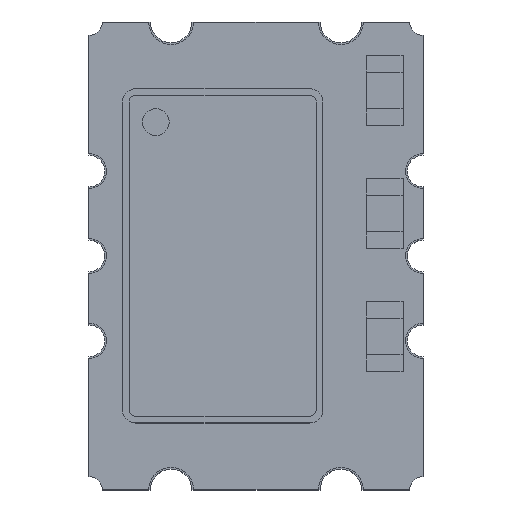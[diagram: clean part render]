
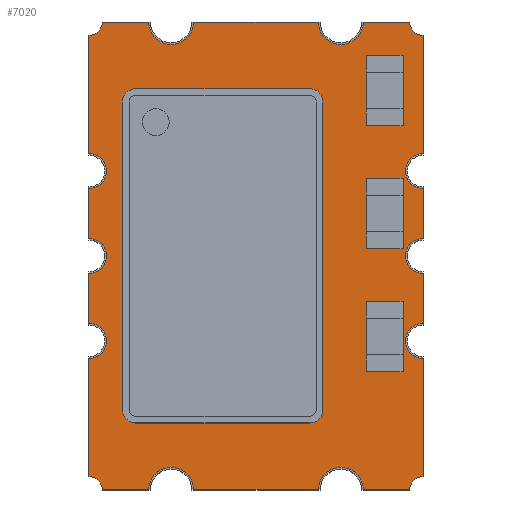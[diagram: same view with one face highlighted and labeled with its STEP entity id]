
A CAD part, top view. The second image highlights one B-rep face of the part: STEP entity #7020.
In plain terms, the highlighted planar face has unit normal (0, 0, 1).
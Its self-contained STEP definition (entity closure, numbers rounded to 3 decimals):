
#6558=CARTESIAN_POINT('',(2.3,-3.5,1.0));
#6559=VERTEX_POINT('',#6558);
#6575=CARTESIAN_POINT('',(2.5,-3.3,1.0));
#6576=VERTEX_POINT('',#6575);
#6583=CARTESIAN_POINT('',(2.5,-3.5,1.0));
#6584=DIRECTION('',(0.0,0.0,-1.0));
#6585=DIRECTION('',(0.0,-1.0,0.0));
#6586=AXIS2_PLACEMENT_3D('',#6583,#6584,#6585);
#6587=CIRCLE('',#6586,0.2);
#6588=EDGE_CURVE('',#6559,#6576,#6587,.T.);
#6598=CARTESIAN_POINT('',(-2.3,-3.5,1.0));
#6599=VERTEX_POINT('',#6598);
#6608=CARTESIAN_POINT('',(-2.5,-3.3,1.0));
#6609=VERTEX_POINT('',#6608);
#6610=CARTESIAN_POINT('',(-2.5,-3.5,1.0));
#6611=DIRECTION('',(0.0,0.0,-1.0));
#6612=DIRECTION('',(0.0,-1.0,0.0));
#6613=AXIS2_PLACEMENT_3D('',#6610,#6611,#6612);
#6614=CIRCLE('',#6613,0.2);
#6615=EDGE_CURVE('',#6609,#6599,#6614,.T.);
#6640=CARTESIAN_POINT('',(-2.5,3.3,1.0));
#6641=VERTEX_POINT('',#6640);
#6650=CARTESIAN_POINT('',(-2.3,3.5,1.0));
#6651=VERTEX_POINT('',#6650);
#6652=CARTESIAN_POINT('',(-2.5,3.5,1.0));
#6653=DIRECTION('',(0.0,0.0,-1.0));
#6654=DIRECTION('',(0.0,-1.0,0.0));
#6655=AXIS2_PLACEMENT_3D('',#6652,#6653,#6654);
#6656=CIRCLE('',#6655,0.2);
#6657=EDGE_CURVE('',#6651,#6641,#6656,.T.);
#6684=CARTESIAN_POINT('',(2.5,3.3,1.0));
#6685=VERTEX_POINT('',#6684);
#6701=CARTESIAN_POINT('',(2.3,3.5,1.0));
#6702=VERTEX_POINT('',#6701);
#6709=CARTESIAN_POINT('',(2.5,3.5,1.0));
#6710=DIRECTION('',(0.0,0.0,-1.0));
#6711=DIRECTION('',(0.0,-1.0,0.0));
#6712=AXIS2_PLACEMENT_3D('',#6709,#6710,#6711);
#6713=CIRCLE('',#6712,0.2);
#6714=EDGE_CURVE('',#6685,#6702,#6713,.T.);
#6733=CARTESIAN_POINT('',(2.5,-1.533,1.0));
#6734=VERTEX_POINT('',#6733);
#6741=CARTESIAN_POINT('',(2.5,-1.533,1.0));
#6742=DIRECTION('',(0.0,-1.0,0.0));
#6743=VECTOR('',#6742,1.767);
#6744=LINE('',#6741,#6743);
#6745=EDGE_CURVE('',#6734,#6576,#6744,.T.);
#6764=CARTESIAN_POINT('',(-1.606,-3.5,1.0));
#6765=VERTEX_POINT('',#6764);
#6772=CARTESIAN_POINT('',(-1.606,-3.5,1.0));
#6773=DIRECTION('',(-1.0,0.0,0.0));
#6774=VECTOR('',#6773,0.694);
#6775=LINE('',#6772,#6774);
#6776=EDGE_CURVE('',#6765,#6599,#6775,.T.);
#6795=CARTESIAN_POINT('',(-2.5,1.533,1.0));
#6796=VERTEX_POINT('',#6795);
#6803=CARTESIAN_POINT('',(-2.5,1.533,1.0));
#6804=DIRECTION('',(0.0,1.0,0.0));
#6805=VECTOR('',#6804,1.767);
#6806=LINE('',#6803,#6805);
#6807=EDGE_CURVE('',#6796,#6641,#6806,.T.);
#6818=CARTESIAN_POINT('',(2.5,1.533,1.0));
#6819=VERTEX_POINT('',#6818);
#6820=CARTESIAN_POINT('',(2.5,3.3,1.0));
#6821=DIRECTION('',(0.0,-1.0,0.0));
#6822=VECTOR('',#6821,1.767);
#6823=LINE('',#6820,#6822);
#6824=EDGE_CURVE('',#6685,#6819,#6823,.T.);
#6843=CARTESIAN_POINT('',(0.0,0.0,1.0));
#6844=DIRECTION('',(0.0,0.0,1.0));
#6845=DIRECTION('',(0.0,-1.0,0.0));
#6846=AXIS2_PLACEMENT_3D('',#6843,#6844,#6845);
#6847=PLANE('',#6846);
#6848=ORIENTED_EDGE('',*,*,#6588,.T.);
#6849=ORIENTED_EDGE('',*,*,#6745,.F.);
#6850=CARTESIAN_POINT('',(2.5,-1.007,1.0));
#6851=VERTEX_POINT('',#6850);
#6852=CARTESIAN_POINT('',(2.5,-1.27,1.0));
#6853=DIRECTION('',(0.0,0.0,-1.0));
#6854=DIRECTION('',(0.0,-1.0,0.0));
#6855=AXIS2_PLACEMENT_3D('',#6852,#6853,#6854);
#6856=CIRCLE('',#6855,0.263);
#6857=EDGE_CURVE('',#6734,#6851,#6856,.T.);
#6858=ORIENTED_EDGE('',*,*,#6857,.T.);
#6859=CARTESIAN_POINT('',(2.5,-0.263,1.0));
#6860=VERTEX_POINT('',#6859);
#6861=CARTESIAN_POINT('',(2.5,-0.263,1.0));
#6862=DIRECTION('',(0.0,-1.0,0.0));
#6863=VECTOR('',#6862,0.744);
#6864=LINE('',#6861,#6863);
#6865=EDGE_CURVE('',#6860,#6851,#6864,.T.);
#6866=ORIENTED_EDGE('',*,*,#6865,.F.);
#6867=CARTESIAN_POINT('',(2.5,0.263,1.0));
#6868=VERTEX_POINT('',#6867);
#6869=CARTESIAN_POINT('',(2.5,0.,1.0));
#6870=DIRECTION('',(0.0,0.0,-1.0));
#6871=DIRECTION('',(0.0,-1.0,0.0));
#6872=AXIS2_PLACEMENT_3D('',#6869,#6870,#6871);
#6873=CIRCLE('',#6872,0.263);
#6874=EDGE_CURVE('',#6860,#6868,#6873,.T.);
#6875=ORIENTED_EDGE('',*,*,#6874,.T.);
#6876=CARTESIAN_POINT('',(2.5,1.007,1.0));
#6877=VERTEX_POINT('',#6876);
#6878=CARTESIAN_POINT('',(2.5,1.007,1.0));
#6879=DIRECTION('',(0.0,-1.0,0.0));
#6880=VECTOR('',#6879,0.744);
#6881=LINE('',#6878,#6880);
#6882=EDGE_CURVE('',#6877,#6868,#6881,.T.);
#6883=ORIENTED_EDGE('',*,*,#6882,.F.);
#6884=CARTESIAN_POINT('',(2.5,1.27,1.0));
#6885=DIRECTION('',(0.0,0.0,-1.0));
#6886=DIRECTION('',(0.0,-1.0,0.0));
#6887=AXIS2_PLACEMENT_3D('',#6884,#6885,#6886);
#6888=CIRCLE('',#6887,0.263);
#6889=EDGE_CURVE('',#6877,#6819,#6888,.T.);
#6890=ORIENTED_EDGE('',*,*,#6889,.T.);
#6891=ORIENTED_EDGE('',*,*,#6824,.F.);
#6892=ORIENTED_EDGE('',*,*,#6714,.T.);
#6893=CARTESIAN_POINT('',(1.606,3.5,1.0));
#6894=VERTEX_POINT('',#6893);
#6895=CARTESIAN_POINT('',(1.606,3.5,1.0));
#6896=DIRECTION('',(1.0,0.0,0.0));
#6897=VECTOR('',#6896,0.694);
#6898=LINE('',#6895,#6897);
#6899=EDGE_CURVE('',#6894,#6702,#6898,.T.);
#6900=ORIENTED_EDGE('',*,*,#6899,.F.);
#6901=CARTESIAN_POINT('',(0.934,3.5,1.0));
#6902=VERTEX_POINT('',#6901);
#6903=CARTESIAN_POINT('',(1.27,3.5,1.0));
#6904=DIRECTION('',(0.0,0.0,-1.0));
#6905=DIRECTION('',(0.0,-1.0,0.0));
#6906=AXIS2_PLACEMENT_3D('',#6903,#6904,#6905);
#6907=CIRCLE('',#6906,0.336);
#6908=EDGE_CURVE('',#6894,#6902,#6907,.T.);
#6909=ORIENTED_EDGE('',*,*,#6908,.T.);
#6910=CARTESIAN_POINT('',(-0.934,3.5,1.0));
#6911=VERTEX_POINT('',#6910);
#6912=CARTESIAN_POINT('',(-0.934,3.5,1.0));
#6913=DIRECTION('',(1.0,0.0,0.0));
#6914=VECTOR('',#6913,1.868);
#6915=LINE('',#6912,#6914);
#6916=EDGE_CURVE('',#6911,#6902,#6915,.T.);
#6917=ORIENTED_EDGE('',*,*,#6916,.F.);
#6918=CARTESIAN_POINT('',(-1.606,3.5,1.0));
#6919=VERTEX_POINT('',#6918);
#6920=CARTESIAN_POINT('',(-1.27,3.5,1.0));
#6921=DIRECTION('',(0.0,0.0,-1.0));
#6922=DIRECTION('',(0.0,-1.0,0.0));
#6923=AXIS2_PLACEMENT_3D('',#6920,#6921,#6922);
#6924=CIRCLE('',#6923,0.336);
#6925=EDGE_CURVE('',#6911,#6919,#6924,.T.);
#6926=ORIENTED_EDGE('',*,*,#6925,.T.);
#6927=CARTESIAN_POINT('',(-2.3,3.5,1.0));
#6928=DIRECTION('',(1.0,0.0,0.0));
#6929=VECTOR('',#6928,0.694);
#6930=LINE('',#6927,#6929);
#6931=EDGE_CURVE('',#6651,#6919,#6930,.T.);
#6932=ORIENTED_EDGE('',*,*,#6931,.F.);
#6933=ORIENTED_EDGE('',*,*,#6657,.T.);
#6934=ORIENTED_EDGE('',*,*,#6807,.F.);
#6935=CARTESIAN_POINT('',(-2.5,1.007,1.0));
#6936=VERTEX_POINT('',#6935);
#6937=CARTESIAN_POINT('',(-2.5,1.27,1.0));
#6938=DIRECTION('',(0.0,0.0,-1.0));
#6939=DIRECTION('',(0.0,-1.0,0.0));
#6940=AXIS2_PLACEMENT_3D('',#6937,#6938,#6939);
#6941=CIRCLE('',#6940,0.263);
#6942=EDGE_CURVE('',#6796,#6936,#6941,.T.);
#6943=ORIENTED_EDGE('',*,*,#6942,.T.);
#6944=CARTESIAN_POINT('',(-2.5,0.263,1.0));
#6945=VERTEX_POINT('',#6944);
#6946=CARTESIAN_POINT('',(-2.5,0.263,1.0));
#6947=DIRECTION('',(0.0,1.0,0.0));
#6948=VECTOR('',#6947,0.744);
#6949=LINE('',#6946,#6948);
#6950=EDGE_CURVE('',#6945,#6936,#6949,.T.);
#6951=ORIENTED_EDGE('',*,*,#6950,.F.);
#6952=CARTESIAN_POINT('',(-2.5,-0.263,1.0));
#6953=VERTEX_POINT('',#6952);
#6954=CARTESIAN_POINT('',(-2.5,0.,1.0));
#6955=DIRECTION('',(0.0,0.0,-1.0));
#6956=DIRECTION('',(0.0,-1.0,0.0));
#6957=AXIS2_PLACEMENT_3D('',#6954,#6955,#6956);
#6958=CIRCLE('',#6957,0.263);
#6959=EDGE_CURVE('',#6945,#6953,#6958,.T.);
#6960=ORIENTED_EDGE('',*,*,#6959,.T.);
#6961=CARTESIAN_POINT('',(-2.5,-1.007,1.0));
#6962=VERTEX_POINT('',#6961);
#6963=CARTESIAN_POINT('',(-2.5,-1.007,1.0));
#6964=DIRECTION('',(0.0,1.0,0.0));
#6965=VECTOR('',#6964,0.744);
#6966=LINE('',#6963,#6965);
#6967=EDGE_CURVE('',#6962,#6953,#6966,.T.);
#6968=ORIENTED_EDGE('',*,*,#6967,.F.);
#6969=CARTESIAN_POINT('',(-2.5,-1.533,1.0));
#6970=VERTEX_POINT('',#6969);
#6971=CARTESIAN_POINT('',(-2.5,-1.27,1.0));
#6972=DIRECTION('',(0.0,0.0,-1.0));
#6973=DIRECTION('',(0.0,-1.0,0.0));
#6974=AXIS2_PLACEMENT_3D('',#6971,#6972,#6973);
#6975=CIRCLE('',#6974,0.263);
#6976=EDGE_CURVE('',#6962,#6970,#6975,.T.);
#6977=ORIENTED_EDGE('',*,*,#6976,.T.);
#6978=CARTESIAN_POINT('',(-2.5,-3.3,1.0));
#6979=DIRECTION('',(0.0,1.0,0.0));
#6980=VECTOR('',#6979,1.767);
#6981=LINE('',#6978,#6980);
#6982=EDGE_CURVE('',#6609,#6970,#6981,.T.);
#6983=ORIENTED_EDGE('',*,*,#6982,.F.);
#6984=ORIENTED_EDGE('',*,*,#6615,.T.);
#6985=ORIENTED_EDGE('',*,*,#6776,.F.);
#6986=CARTESIAN_POINT('',(-0.934,-3.5,1.0));
#6987=VERTEX_POINT('',#6986);
#6988=CARTESIAN_POINT('',(-1.27,-3.5,1.0));
#6989=DIRECTION('',(0.0,0.0,-1.0));
#6990=DIRECTION('',(0.0,1.0,0.0));
#6991=AXIS2_PLACEMENT_3D('',#6988,#6989,#6990);
#6992=CIRCLE('',#6991,0.336);
#6993=EDGE_CURVE('',#6765,#6987,#6992,.T.);
#6994=ORIENTED_EDGE('',*,*,#6993,.T.);
#6995=CARTESIAN_POINT('',(0.934,-3.5,1.0));
#6996=VERTEX_POINT('',#6995);
#6997=CARTESIAN_POINT('',(0.934,-3.5,1.0));
#6998=DIRECTION('',(-1.0,0.0,0.0));
#6999=VECTOR('',#6998,1.868);
#7000=LINE('',#6997,#6999);
#7001=EDGE_CURVE('',#6996,#6987,#7000,.T.);
#7002=ORIENTED_EDGE('',*,*,#7001,.F.);
#7003=CARTESIAN_POINT('',(1.606,-3.5,1.0));
#7004=VERTEX_POINT('',#7003);
#7005=CARTESIAN_POINT('',(1.27,-3.5,1.0));
#7006=DIRECTION('',(0.0,0.0,-1.0));
#7007=DIRECTION('',(0.0,1.0,0.0));
#7008=AXIS2_PLACEMENT_3D('',#7005,#7006,#7007);
#7009=CIRCLE('',#7008,0.336);
#7010=EDGE_CURVE('',#6996,#7004,#7009,.T.);
#7011=ORIENTED_EDGE('',*,*,#7010,.T.);
#7012=CARTESIAN_POINT('',(2.3,-3.5,1.0));
#7013=DIRECTION('',(-1.0,0.0,0.0));
#7014=VECTOR('',#7013,0.694);
#7015=LINE('',#7012,#7014);
#7016=EDGE_CURVE('',#6559,#7004,#7015,.T.);
#7017=ORIENTED_EDGE('',*,*,#7016,.F.);
#7018=EDGE_LOOP('',(#6848,#6849,#6858,#6866,#6875,#6883,#6890,#6891,#6892,#6900,#6909,#6917,#6926,#6932,#6933,#6934,#6943,#6951,#6960,#6968,#6977,#6983,#6984,#6985,#6994,#7002,#7011,#7017));
#7019=FACE_OUTER_BOUND('',#7018,.T.);
#7020=ADVANCED_FACE('',(#7019),#6847,.T.);
